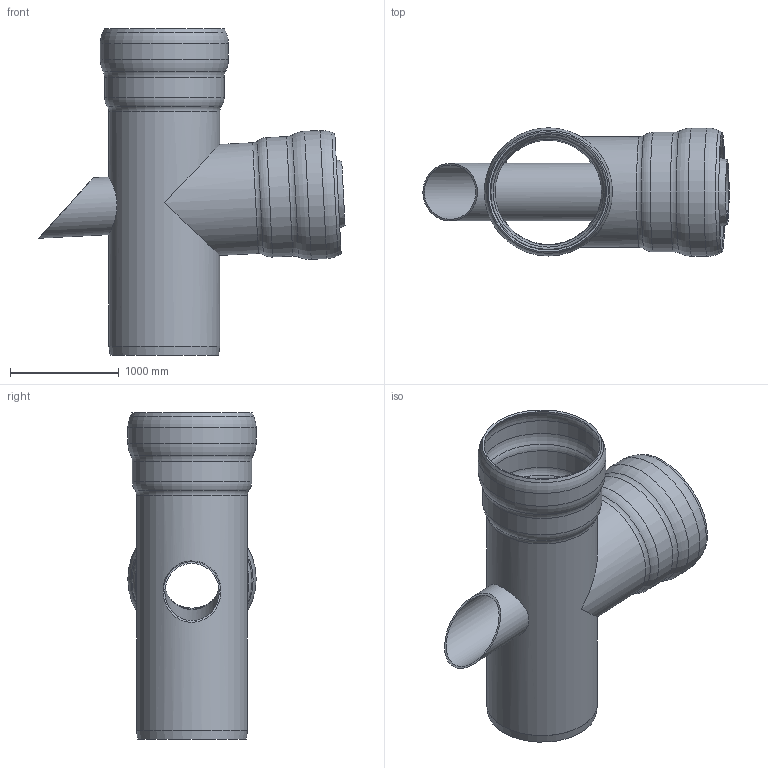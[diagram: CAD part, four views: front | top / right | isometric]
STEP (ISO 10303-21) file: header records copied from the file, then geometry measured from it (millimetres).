
FILE_DESCRIPTION(/* description */ (''),/* implementation_level */ '2;1');
FILE_NAME(/* name */ '13519.DB0X_3D.stp',/* time_stamp */ '2024-12-11T14:47:54+01:00',/* author */ ('CAD'),/* organization */ (''),/* preprocessor_version */ 'ST-DEVELOPER v20',/* originating_system */ 'AutoCAD Mechanical',/* authorisation */ '');
FILE_SCHEMA (('AUTOMOTIVE_DESIGN { 1 0 10303 214 3 1 1 }'));
Length unit declared in the file: centimetre
Products named in the file (2): Product; *S0
Assembly tree (1 placements, depth 2):
  Product
    *S0
Bounding box: 2817.76 x 1180 x 3000 mm (x, y, z)
Volume: 321920500.6 mm3; surface area: 34835128.4 mm2
Topology: 3 solids, 3 shells, 66 faces, 187 edges, 123 vertices
Faces by surface type: torus 28, cylinder 19, cone 10, plane 5, bspline 4
Full cylindrical faces by diameter (mm): 500 x1, 530 x2, 560 x1, 590 x1, 600 x1, 630 x1, 980 x2, 1020 x2, 1060 x2, 1100 x2, 1140 x2, 1180 x2
Entity records: 2632 total; most frequent: CARTESIAN_POINT 735, DIRECTION 458, ORIENTED_EDGE 368, AXIS2_PLACEMENT_3D 210, EDGE_CURVE 184, CIRCLE 129, VERTEX_POINT 117, EDGE_LOOP 69
